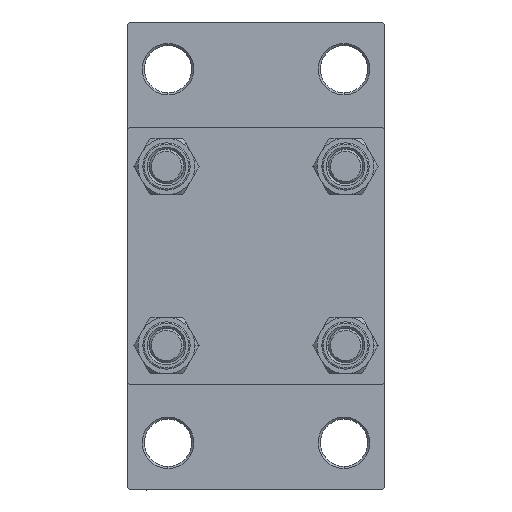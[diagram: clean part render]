
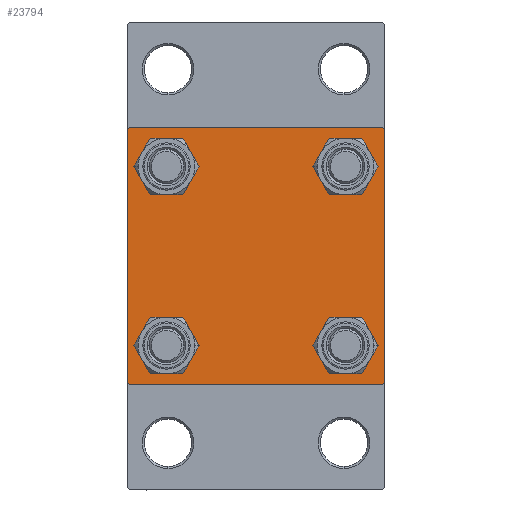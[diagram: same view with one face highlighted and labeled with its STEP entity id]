
A CAD part, left-side view. The second image highlights one B-rep face of the part: STEP entity #23794.
In plain terms, the highlighted planar face has unit normal (-1, 0, 0).
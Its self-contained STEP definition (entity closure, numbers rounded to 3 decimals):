
#203 = ORIENTED_EDGE ( 'NONE', *, *, #33538, .T. ) ;
#482 = CARTESIAN_POINT ( 'NONE',  ( 0., 30., -29.5 ) ) ;
#767 = CARTESIAN_POINT ( 'NONE',  ( 0., 30., 30. ) ) ;
#776 = VERTEX_POINT ( 'NONE', #28485 ) ;
#1237 = CARTESIAN_POINT ( 'NONE',  ( 0., 29.5, 30. ) ) ;
#1807 = PLANE ( 'NONE',  #29141 ) ;
#2477 = CARTESIAN_POINT ( 'NONE',  ( 0., 20.85, -20.85 ) ) ;
#2676 = CARTESIAN_POINT ( 'NONE',  ( 0., -20.85, 20.85 ) ) ;
#2684 = EDGE_CURVE ( 'NONE', #11666, #6049, #31961, .T. ) ;
#2805 = EDGE_CURVE ( 'NONE', #10501, #11666, #43058, .T. ) ;
#3253 = DIRECTION ( 'NONE',  ( 1., 0., 0. ) ) ;
#3378 = LINE ( 'NONE', #3848, #45441 ) ;
#3674 = ORIENTED_EDGE ( 'NONE', *, *, #7426, .F. ) ;
#3848 = CARTESIAN_POINT ( 'NONE',  ( 0., 29.75, 29.75 ) ) ;
#4424 = VERTEX_POINT ( 'NONE', #47160 ) ;
#4547 = CIRCLE ( 'NONE', #17633, 4.5 ) ;
#4643 = LINE ( 'NONE', #22514, #30355 ) ;
#5004 = VERTEX_POINT ( 'NONE', #44678 ) ;
#5014 = VERTEX_POINT ( 'NONE', #1237 ) ;
#5434 = CARTESIAN_POINT ( 'NONE',  ( 0., -20.85, -16.35 ) ) ;
#5742 = VERTEX_POINT ( 'NONE', #11019 ) ;
#5914 = DIRECTION ( 'NONE',  ( 0., 0., 1. ) ) ;
#6049 = VERTEX_POINT ( 'NONE', #29299 ) ;
#7426 = EDGE_CURVE ( 'NONE', #5014, #33308, #33828, .T. ) ;
#7719 = DIRECTION ( 'NONE',  ( 0., 0.707, -0.707 ) ) ;
#8103 = AXIS2_PLACEMENT_3D ( 'NONE', #2676, #24647, #23925 ) ;
#8827 = ORIENTED_EDGE ( 'NONE', *, *, #45120, .F. ) ;
#9032 = CIRCLE ( 'NONE', #38301, 4.5 ) ;
#9295 = FACE_BOUND ( 'NONE', #24435, .T. ) ;
#9314 = VECTOR ( 'NONE', #39584, 1000. ) ;
#9830 = AXIS2_PLACEMENT_3D ( 'NONE', #32951, #18231, #25008 ) ;
#10012 = CARTESIAN_POINT ( 'NONE',  ( 0., 30., 30. ) ) ;
#10323 = LINE ( 'NONE', #25505, #36752 ) ;
#10433 = DIRECTION ( 'NONE',  ( 1., 0., 0. ) ) ;
#10501 = VERTEX_POINT ( 'NONE', #22926 ) ;
#10755 = CIRCLE ( 'NONE', #27708, 4.5 ) ;
#10830 = ORIENTED_EDGE ( 'NONE', *, *, #37642, .T. ) ;
#11019 = CARTESIAN_POINT ( 'NONE',  ( 0., -30., -29.5 ) ) ;
#11666 = VERTEX_POINT ( 'NONE', #482 ) ;
#11719 = EDGE_CURVE ( 'NONE', #23081, #5742, #45574, .T. ) ;
#11936 = CARTESIAN_POINT ( 'NONE',  ( 0., -20.85, -20.85 ) ) ;
#12612 = EDGE_CURVE ( 'NONE', #4424, #23958, #31972, .T. ) ;
#13152 = FACE_BOUND ( 'NONE', #31361, .T. ) ;
#13321 = VERTEX_POINT ( 'NONE', #32175 ) ;
#13824 = DIRECTION ( 'NONE',  ( 0., 0., 1. ) ) ;
#14296 = ORIENTED_EDGE ( 'NONE', *, *, #11719, .T. ) ;
#14438 = EDGE_LOOP ( 'NONE', ( #24727, #45067, #20440, #14296, #8827, #10830, #3674, #26034 ) ) ;
#14818 = ORIENTED_EDGE ( 'NONE', *, *, #34670, .T. ) ;
#14886 = DIRECTION ( 'NONE',  ( 0., 0., 1. ) ) ;
#14976 = VERTEX_POINT ( 'NONE', #22440 ) ;
#17196 = DIRECTION ( 'NONE',  ( 0., 0., 1. ) ) ;
#17207 = EDGE_CURVE ( 'NONE', #6049, #23081, #10323, .T. ) ;
#17633 = AXIS2_PLACEMENT_3D ( 'NONE', #2477, #10433, #17196 ) ;
#17755 = EDGE_CURVE ( 'NONE', #20813, #14976, #31285, .T. ) ;
#18210 = EDGE_CURVE ( 'NONE', #23958, #4424, #9032, .T. ) ;
#18231 = DIRECTION ( 'NONE',  ( 1., 0., 0. ) ) ;
#19853 = EDGE_LOOP ( 'NONE', ( #203, #26800 ) ) ;
#20149 = VERTEX_POINT ( 'NONE', #21746 ) ;
#20440 = ORIENTED_EDGE ( 'NONE', *, *, #17207, .T. ) ;
#20813 = VERTEX_POINT ( 'NONE', #5434 ) ;
#21098 = DIRECTION ( 'NONE',  ( 0., 0., -1. ) ) ;
#21671 = EDGE_CURVE ( 'NONE', #14976, #20813, #33685, .T. ) ;
#21710 = VECTOR ( 'NONE', #21098, 1000. ) ;
#21746 = CARTESIAN_POINT ( 'NONE',  ( 0., 20.85, 16.35 ) ) ;
#22440 = CARTESIAN_POINT ( 'NONE',  ( 0., -20.85, -25.35 ) ) ;
#22514 = CARTESIAN_POINT ( 'NONE',  ( 0., -30., 30. ) ) ;
#22686 = EDGE_CURVE ( 'NONE', #776, #5004, #26775, .T. ) ;
#22926 = CARTESIAN_POINT ( 'NONE',  ( 0., 30., 29.5 ) ) ;
#23081 = VERTEX_POINT ( 'NONE', #43278 ) ;
#23794 = ADVANCED_FACE ( 'NONE', ( #34869, #13152, #27874, #9295, #27161 ), #1807, .T. ) ;
#23911 = CARTESIAN_POINT ( 'NONE',  ( 0., -29.75, 29.75 ) ) ;
#23925 = DIRECTION ( 'NONE',  ( 0., 0., 1. ) ) ;
#23958 = VERTEX_POINT ( 'NONE', #46675 ) ;
#24435 = EDGE_LOOP ( 'NONE', ( #43767, #14818 ) ) ;
#24524 = CARTESIAN_POINT ( 'NONE',  ( 0., 20.85, 20.85 ) ) ;
#24647 = DIRECTION ( 'NONE',  ( 1., 0., 0. ) ) ;
#24727 = ORIENTED_EDGE ( 'NONE', *, *, #2805, .T. ) ;
#25008 = DIRECTION ( 'NONE',  ( 0., 0., 1. ) ) ;
#25505 = CARTESIAN_POINT ( 'NONE',  ( 0., 30., -30. ) ) ;
#26034 = ORIENTED_EDGE ( 'NONE', *, *, #35002, .T. ) ;
#26221 = DIRECTION ( 'NONE',  ( 0., 0., 1. ) ) ;
#26466 = CARTESIAN_POINT ( 'NONE',  ( 0., -20.85, -20.85 ) ) ;
#26652 = DIRECTION ( 'NONE',  ( 1., 0., 0. ) ) ;
#26775 = CIRCLE ( 'NONE', #9830, 4.5 ) ;
#26800 = ORIENTED_EDGE ( 'NONE', *, *, #22686, .T. ) ;
#27011 = DIRECTION ( 'NONE',  ( 0., -0.707, 0.707 ) ) ;
#27161 = FACE_OUTER_BOUND ( 'NONE', #14438, .T. ) ;
#27250 = CARTESIAN_POINT ( 'NONE',  ( 0., -29.75, -29.75 ) ) ;
#27708 = AXIS2_PLACEMENT_3D ( 'NONE', #47588, #40109, #13824 ) ;
#27874 = FACE_BOUND ( 'NONE', #19853, .T. ) ;
#28485 = CARTESIAN_POINT ( 'NONE',  ( 0., 20.85, -25.35 ) ) ;
#29141 = AXIS2_PLACEMENT_3D ( 'NONE', #42099, #30777, #5914 ) ;
#29299 = CARTESIAN_POINT ( 'NONE',  ( 0., 29.5, -30. ) ) ;
#29376 = DIRECTION ( 'NONE',  ( 1., 0., 0. ) ) ;
#30206 = DIRECTION ( 'NONE',  ( 0., -1., 0. ) ) ;
#30355 = VECTOR ( 'NONE', #37703, 1000. ) ;
#30777 = DIRECTION ( 'NONE',  ( -1., 0., 0. ) ) ;
#31272 = ORIENTED_EDGE ( 'NONE', *, *, #17755, .T. ) ;
#31285 = CIRCLE ( 'NONE', #39747, 4.5 ) ;
#31361 = EDGE_LOOP ( 'NONE', ( #31272, #38139 ) ) ;
#31961 = LINE ( 'NONE', #46441, #36332 ) ;
#31972 = CIRCLE ( 'NONE', #8103, 4.5 ) ;
#32175 = CARTESIAN_POINT ( 'NONE',  ( 0., 20.85, 25.35 ) ) ;
#32215 = EDGE_LOOP ( 'NONE', ( #43456, #36228 ) ) ;
#32951 = CARTESIAN_POINT ( 'NONE',  ( 0., 20.85, -20.85 ) ) ;
#33308 = VERTEX_POINT ( 'NONE', #45926 ) ;
#33538 = EDGE_CURVE ( 'NONE', #5004, #776, #4547, .T. ) ;
#33685 = CIRCLE ( 'NONE', #38298, 4.5 ) ;
#33828 = LINE ( 'NONE', #767, #34864 ) ;
#34670 = EDGE_CURVE ( 'NONE', #20149, #13321, #10755, .T. ) ;
#34864 = VECTOR ( 'NONE', #30206, 1000. ) ;
#34869 = FACE_BOUND ( 'NONE', #32215, .T. ) ;
#35002 = EDGE_CURVE ( 'NONE', #5014, #10501, #3378, .T. ) ;
#35620 = DIRECTION ( 'NONE',  ( 0., 0., 1. ) ) ;
#36228 = ORIENTED_EDGE ( 'NONE', *, *, #12612, .T. ) ;
#36272 = VERTEX_POINT ( 'NONE', #46696 ) ;
#36332 = VECTOR ( 'NONE', #45966, 1000. ) ;
#36599 = DIRECTION ( 'NONE',  ( 0., -1., 0. ) ) ;
#36752 = VECTOR ( 'NONE', #36599, 1000. ) ;
#37642 = EDGE_CURVE ( 'NONE', #36272, #33308, #46820, .T. ) ;
#37703 = DIRECTION ( 'NONE',  ( 0., 0., -1. ) ) ;
#37742 = DIRECTION ( 'NONE',  ( 0., 0., 1. ) ) ;
#37793 = DIRECTION ( 'NONE',  ( 1., 0., 0. ) ) ;
#38139 = ORIENTED_EDGE ( 'NONE', *, *, #21671, .T. ) ;
#38298 = AXIS2_PLACEMENT_3D ( 'NONE', #26466, #37793, #26221 ) ;
#38301 = AXIS2_PLACEMENT_3D ( 'NONE', #39993, #29376, #14886 ) ;
#38909 = VECTOR ( 'NONE', #27011, 1000. ) ;
#39584 = DIRECTION ( 'NONE',  ( 0., 0.707, 0.707 ) ) ;
#39747 = AXIS2_PLACEMENT_3D ( 'NONE', #11936, #26652, #37742 ) ;
#39993 = CARTESIAN_POINT ( 'NONE',  ( 0., -20.85, 20.85 ) ) ;
#40109 = DIRECTION ( 'NONE',  ( 1., 0., 0. ) ) ;
#41088 = AXIS2_PLACEMENT_3D ( 'NONE', #24524, #3253, #35620 ) ;
#41880 = CIRCLE ( 'NONE', #41088, 4.5 ) ;
#42099 = CARTESIAN_POINT ( 'NONE',  ( 0., 0., 0. ) ) ;
#43058 = LINE ( 'NONE', #10012, #21710 ) ;
#43278 = CARTESIAN_POINT ( 'NONE',  ( 0., -29.5, -30. ) ) ;
#43456 = ORIENTED_EDGE ( 'NONE', *, *, #18210, .T. ) ;
#43767 = ORIENTED_EDGE ( 'NONE', *, *, #47433, .T. ) ;
#44678 = CARTESIAN_POINT ( 'NONE',  ( 0., 20.85, -16.35 ) ) ;
#45067 = ORIENTED_EDGE ( 'NONE', *, *, #2684, .T. ) ;
#45120 = EDGE_CURVE ( 'NONE', #36272, #5742, #4643, .T. ) ;
#45441 = VECTOR ( 'NONE', #7719, 1000. ) ;
#45574 = LINE ( 'NONE', #27250, #38909 ) ;
#45926 = CARTESIAN_POINT ( 'NONE',  ( 0., -29.5, 30. ) ) ;
#45966 = DIRECTION ( 'NONE',  ( 0., -0.707, -0.707 ) ) ;
#46441 = CARTESIAN_POINT ( 'NONE',  ( 0., 29.75, -29.75 ) ) ;
#46675 = CARTESIAN_POINT ( 'NONE',  ( 0., -20.85, 25.35 ) ) ;
#46696 = CARTESIAN_POINT ( 'NONE',  ( 0., -30., 29.5 ) ) ;
#46820 = LINE ( 'NONE', #23911, #9314 ) ;
#47160 = CARTESIAN_POINT ( 'NONE',  ( 0., -20.85, 16.35 ) ) ;
#47433 = EDGE_CURVE ( 'NONE', #13321, #20149, #41880, .T. ) ;
#47588 = CARTESIAN_POINT ( 'NONE',  ( 0., 20.85, 20.85 ) ) ;
